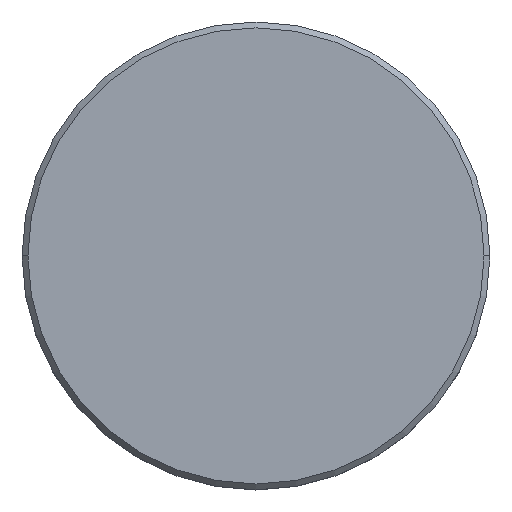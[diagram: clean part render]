
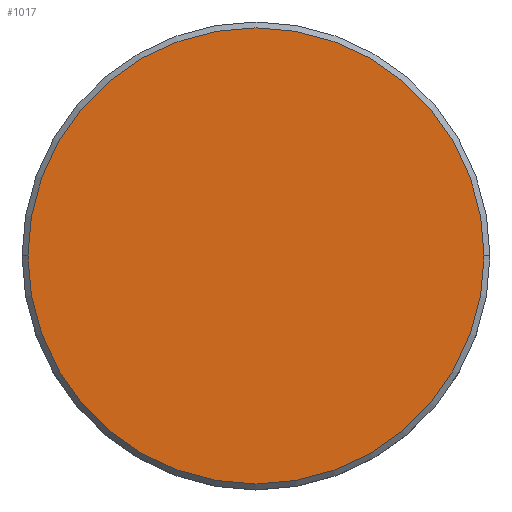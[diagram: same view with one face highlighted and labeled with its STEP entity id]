
A CAD part, top view. The second image highlights one B-rep face of the part: STEP entity #1017.
In plain terms, the highlighted planar face has unit normal (0, 0, 1).
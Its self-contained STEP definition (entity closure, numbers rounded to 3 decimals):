
#27 = AXIS2_PLACEMENT_3D ( 'NONE', #312, #776, #675 ) ;
#53 = CARTESIAN_POINT ( 'NONE',  ( 19.5, 0., 0. ) ) ;
#58 = DIRECTION ( 'NONE',  ( 1., 0., 0. ) ) ;
#113 = VERTEX_POINT ( 'NONE', #53 ) ;
#258 = EDGE_CURVE ( 'NONE', #1139, #113, #997, .T. ) ;
#312 = CARTESIAN_POINT ( 'NONE',  ( 0., 0., 0. ) ) ;
#326 = CARTESIAN_POINT ( 'NONE',  ( 0., 0., 0. ) ) ;
#354 = CARTESIAN_POINT ( 'NONE',  ( 0., 0., 0. ) ) ;
#427 = PLANE ( 'NONE',  #1124 ) ;
#432 = EDGE_CURVE ( 'NONE', #113, #1139, #915, .T. ) ;
#450 = DIRECTION ( 'NONE',  ( 0., 0., 1. ) ) ;
#451 = AXIS2_PLACEMENT_3D ( 'NONE', #354, #450, #734 ) ;
#675 = DIRECTION ( 'NONE',  ( 1., 0., 0. ) ) ;
#734 = DIRECTION ( 'NONE',  ( 1., 0., 0. ) ) ;
#776 = DIRECTION ( 'NONE',  ( 0., 0., 1. ) ) ;
#913 = CARTESIAN_POINT ( 'NONE',  ( -19.5, 0., 0. ) ) ;
#915 = CIRCLE ( 'NONE', #27, 19.5 ) ;
#932 = ORIENTED_EDGE ( 'NONE', *, *, #432, .T. ) ;
#997 = CIRCLE ( 'NONE', #451, 19.5 ) ;
#1017 = ADVANCED_FACE ( 'NONE', ( #1141 ), #427, .T. ) ;
#1030 = ORIENTED_EDGE ( 'NONE', *, *, #258, .T. ) ;
#1057 = EDGE_LOOP ( 'NONE', ( #1030, #932 ) ) ;
#1124 = AXIS2_PLACEMENT_3D ( 'NONE', #326, #1159, #58 ) ;
#1139 = VERTEX_POINT ( 'NONE', #913 ) ;
#1141 = FACE_OUTER_BOUND ( 'NONE', #1057, .T. ) ;
#1159 = DIRECTION ( 'NONE',  ( 0., 0., 1. ) ) ;
